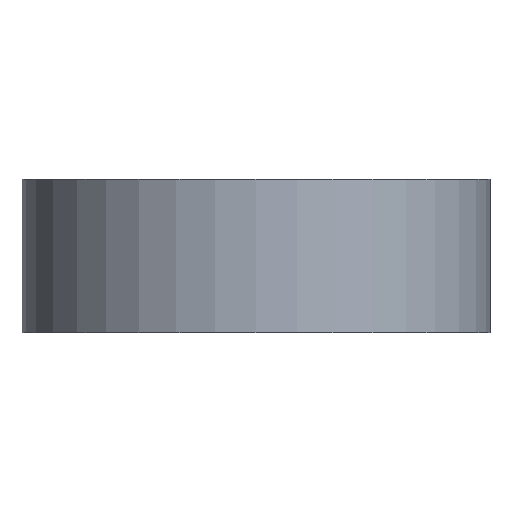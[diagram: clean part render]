
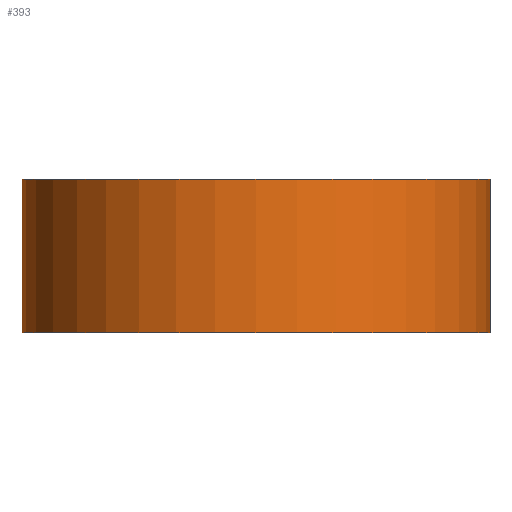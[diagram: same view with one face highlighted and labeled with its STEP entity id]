
A CAD part, front view. The second image highlights one B-rep face of the part: STEP entity #393.
In plain terms, the highlighted cylindrical face has radius 24.232 mm (diameter 48.463 mm), a partial arc.
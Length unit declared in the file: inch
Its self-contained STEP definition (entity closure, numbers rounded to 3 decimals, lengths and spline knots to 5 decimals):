
#11 = AXIS2_PLACEMENT_3D ( 'NONE', #312, #412, #498 ) ;
#32 = CARTESIAN_POINT ( 'NONE',  ( -0.048, -2.281, 0.3125 ) ) ;
#80 = CARTESIAN_POINT ( 'NONE',  ( -0.048, -2.281, 0.3125 ) ) ;
#81 = DIRECTION ( 'NONE',  ( 0., 0., -1. ) ) ;
#97 = CARTESIAN_POINT ( 'NONE',  ( 0.906, -2.281, 0.3125 ) ) ;
#101 = EDGE_LOOP ( 'NONE', ( #479, #386, #492, #518 ) ) ;
#111 = AXIS2_PLACEMENT_3D ( 'NONE', #97, #226, #134 ) ;
#114 = CARTESIAN_POINT ( 'NONE',  ( -0.048, -2.281, -0.3125 ) ) ;
#134 = DIRECTION ( 'NONE',  ( 1., 0., 0. ) ) ;
#147 = LINE ( 'NONE', #80, #234 ) ;
#152 = FACE_OUTER_BOUND ( 'NONE', #101, .T. ) ;
#171 = LINE ( 'NONE', #418, #467 ) ;
#221 = EDGE_CURVE ( 'NONE', #520, #264, #365, .T. ) ;
#225 = CIRCLE ( 'NONE', #111, 0.954 ) ;
#226 = DIRECTION ( 'NONE',  ( 0., 0., -1. ) ) ;
#234 = VECTOR ( 'NONE', #320, 39.37008 ) ;
#246 = EDGE_CURVE ( 'NONE', #323, #461, #225, .T. ) ;
#264 = VERTEX_POINT ( 'NONE', #114 ) ;
#267 = CARTESIAN_POINT ( 'NONE',  ( 0.906, -2.281, 0.3125 ) ) ;
#275 = DIRECTION ( 'NONE',  ( 0., 0., -1. ) ) ;
#305 = EDGE_CURVE ( 'NONE', #461, #264, #147, .T. ) ;
#312 = CARTESIAN_POINT ( 'NONE',  ( 0.906, -2.281, -0.3125 ) ) ;
#320 = DIRECTION ( 'NONE',  ( 0., 0., -1. ) ) ;
#323 = VERTEX_POINT ( 'NONE', #532 ) ;
#365 = CIRCLE ( 'NONE', #11, 0.954 ) ;
#374 = CARTESIAN_POINT ( 'NONE',  ( 0.906, -1.327, -0.3125 ) ) ;
#386 = ORIENTED_EDGE ( 'NONE', *, *, #477, .F. ) ;
#393 = ADVANCED_FACE ( 'NONE', ( #152 ), #504, .T. ) ;
#412 = DIRECTION ( 'NONE',  ( 0., 0., -1. ) ) ;
#418 = CARTESIAN_POINT ( 'NONE',  ( 0.906, -1.327, 0.3125 ) ) ;
#461 = VERTEX_POINT ( 'NONE', #32 ) ;
#467 = VECTOR ( 'NONE', #275, 39.37008 ) ;
#477 = EDGE_CURVE ( 'NONE', #323, #520, #171, .T. ) ;
#479 = ORIENTED_EDGE ( 'NONE', *, *, #221, .F. ) ;
#492 = ORIENTED_EDGE ( 'NONE', *, *, #246, .T. ) ;
#493 = AXIS2_PLACEMENT_3D ( 'NONE', #267, #81, #553 ) ;
#498 = DIRECTION ( 'NONE',  ( 1., 0., 0. ) ) ;
#504 = CYLINDRICAL_SURFACE ( 'NONE', #493, 0.954 ) ;
#518 = ORIENTED_EDGE ( 'NONE', *, *, #305, .T. ) ;
#520 = VERTEX_POINT ( 'NONE', #374 ) ;
#532 = CARTESIAN_POINT ( 'NONE',  ( 0.906, -1.327, 0.3125 ) ) ;
#553 = DIRECTION ( 'NONE',  ( -1., 0., 0. ) ) ;
